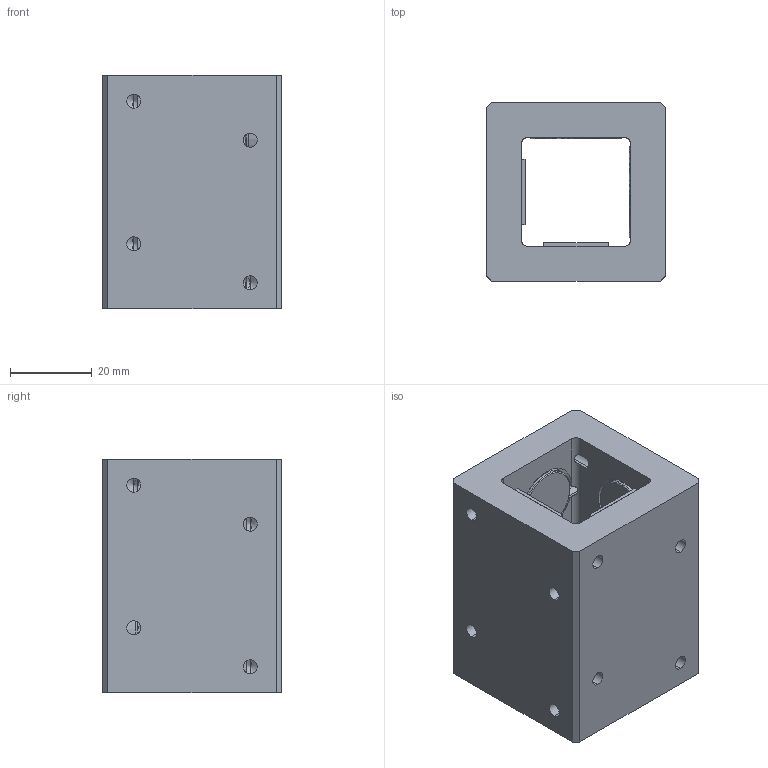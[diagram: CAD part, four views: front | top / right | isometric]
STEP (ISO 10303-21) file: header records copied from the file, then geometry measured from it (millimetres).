
FILE_DESCRIPTION (( 'STEP AP203' ), '1' );
FILE_NAME ('SquareBearing_19BACC840C.step', '2021-02-26T17:21:48', ( 'localadmin' ), ( 'BOXX Technologies, Inc.' ), 'SwSTEP 2.0', 'SolidWorks 2019', '' );
FILE_SCHEMA (( 'CONFIG_CONTROL_DESIGN' ));
Length unit declared in the file: inch
Products named in the file (3): L0aggvaxVZ_CADModel_0; SquareBearing_19BACC840C
Assembly tree (1 placements, depth 2):
  SquareBearing_19BACC840C
    L0aggvaxVZ_CADModel_0
  L0aggvaxVZ_CADModel_0
Bounding box: 43.69 x 43.69 x 57.15 mm (x, y, z)
Volume: 68407.4 mm3; surface area: 29653.4 mm2
Topology: 11 solids, 11 shells, 186 faces, 528 edges, 324 vertices
Faces by surface type: cylinder 72, plane 62, cone 36, torus 16
Entity records: 6814 total; most frequent: CARTESIAN_POINT 1731, DIRECTION 1030, ORIENTED_EDGE 1008, EDGE_CURVE 504, AXIS2_PLACEMENT_3D 399, VERTEX_POINT 324, VECTOR 232, LINE 232
